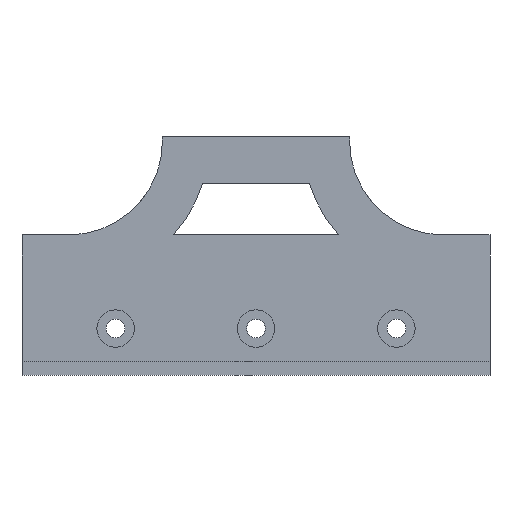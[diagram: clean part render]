
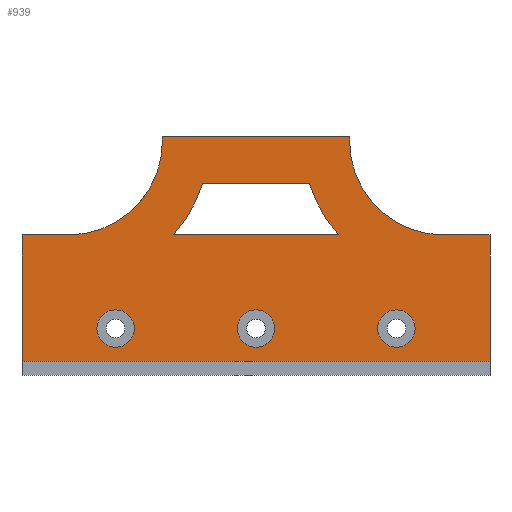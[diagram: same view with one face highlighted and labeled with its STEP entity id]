
A CAD part, left-side view. The second image highlights one B-rep face of the part: STEP entity #939.
In plain terms, the highlighted planar face has unit normal (-1, 0, 0).
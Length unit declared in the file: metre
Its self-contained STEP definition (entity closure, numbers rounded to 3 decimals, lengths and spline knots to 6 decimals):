
#15=LINE('',#1925,#73);
#18=LINE('',#1939,#76);
#24=LINE('',#1964,#82);
#27=LINE('',#1970,#85);
#30=LINE('',#1976,#88);
#32=LINE('',#1984,#90);
#44=LINE('',#2035,#102);
#46=LINE('',#2039,#104);
#47=LINE('',#2042,#105);
#48=LINE('',#2043,#106);
#73=VECTOR('',#1485,1.);
#76=VECTOR('',#1502,1.);
#82=VECTOR('',#1528,1.);
#85=VECTOR('',#1533,1.);
#88=VECTOR('',#1538,1.);
#90=VECTOR('',#1548,1.);
#102=VECTOR('',#1598,1.);
#104=VECTOR('',#1602,1.);
#105=VECTOR('',#1603,1.);
#106=VECTOR('',#1604,1.);
#271=ORIENTED_EDGE('',*,*,#391,.F.);
#272=ORIENTED_EDGE('',*,*,#392,.F.);
#273=ORIENTED_EDGE('',*,*,#393,.F.);
#274=ORIENTED_EDGE('',*,*,#404,.F.);
#275=ORIENTED_EDGE('',*,*,#401,.T.);
#276=ORIENTED_EDGE('',*,*,#397,.T.);
#277=ORIENTED_EDGE('',*,*,#398,.T.);
#278=ORIENTED_EDGE('',*,*,#448,.F.);
#279=ORIENTED_EDGE('',*,*,#449,.F.);
#280=ORIENTED_EDGE('',*,*,#446,.T.);
#281=ORIENTED_EDGE('',*,*,#425,.F.);
#282=ORIENTED_EDGE('',*,*,#422,.F.);
#283=ORIENTED_EDGE('',*,*,#421,.T.);
#284=ORIENTED_EDGE('',*,*,#418,.T.);
#285=ORIENTED_EDGE('',*,*,#415,.T.);
#286=ORIENTED_EDGE('',*,*,#409,.F.);
#287=ORIENTED_EDGE('',*,*,#450,.F.);
#391=EDGE_CURVE('',#497,#497,#579,.T.);
#392=EDGE_CURVE('',#498,#498,#580,.T.);
#393=EDGE_CURVE('',#499,#499,#581,.T.);
#397=EDGE_CURVE('',#500,#503,#15,.T.);
#398=EDGE_CURVE('',#503,#504,#582,.T.);
#401=EDGE_CURVE('',#506,#500,#584,.T.);
#404=EDGE_CURVE('',#506,#504,#18,.T.);
#409=EDGE_CURVE('',#511,#512,#589,.T.);
#415=EDGE_CURVE('',#515,#512,#24,.T.);
#418=EDGE_CURVE('',#517,#515,#27,.T.);
#421=EDGE_CURVE('',#519,#517,#30,.T.);
#422=EDGE_CURVE('',#519,#521,#591,.T.);
#425=EDGE_CURVE('',#521,#523,#32,.T.);
#446=EDGE_CURVE('',#543,#523,#44,.T.);
#448=EDGE_CURVE('',#544,#545,#46,.T.);
#449=EDGE_CURVE('',#543,#544,#47,.T.);
#450=EDGE_CURVE('',#545,#511,#48,.T.);
#497=VERTEX_POINT('',#1910);
#498=VERTEX_POINT('',#1913);
#499=VERTEX_POINT('',#1916);
#500=VERTEX_POINT('',#1919);
#503=VERTEX_POINT('',#1924);
#504=VERTEX_POINT('',#1928);
#506=VERTEX_POINT('',#1934);
#511=VERTEX_POINT('',#1952);
#512=VERTEX_POINT('',#1953);
#515=VERTEX_POINT('',#1961);
#517=VERTEX_POINT('',#1967);
#519=VERTEX_POINT('',#1973);
#521=VERTEX_POINT('',#1979);
#523=VERTEX_POINT('',#1985);
#543=VERTEX_POINT('',#2036);
#544=VERTEX_POINT('',#2040);
#545=VERTEX_POINT('',#2041);
#579=CIRCLE('',#1329,0.004);
#580=CIRCLE('',#1331,0.004);
#581=CIRCLE('',#1333,0.004);
#582=CIRCLE('',#1336,0.03);
#584=CIRCLE('',#1339,0.03);
#589=CIRCLE('',#1349,0.02);
#591=CIRCLE('',#1355,0.02);
#678=EDGE_LOOP('',(#271));
#679=EDGE_LOOP('',(#272));
#680=EDGE_LOOP('',(#273));
#681=EDGE_LOOP('',(#274,#275,#276,#277));
#682=EDGE_LOOP('',(#278,#279,#280,#281,#282,#283,#284,#285,#286,#287));
#784=FACE_BOUND('',#678,.T.);
#785=FACE_BOUND('',#679,.T.);
#786=FACE_BOUND('',#680,.T.);
#787=FACE_BOUND('',#681,.T.);
#788=FACE_BOUND('',#682,.T.);
#831=PLANE('',#1377);
#939=ADVANCED_FACE('',(#784,#785,#786,#787,#788),#831,.T.);
#1329=AXIS2_PLACEMENT_3D('',#1909,#1470,#1471);
#1331=AXIS2_PLACEMENT_3D('',#1912,#1474,#1475);
#1333=AXIS2_PLACEMENT_3D('',#1915,#1478,#1479);
#1336=AXIS2_PLACEMENT_3D('',#1927,#1488,#1489);
#1339=AXIS2_PLACEMENT_3D('',#1933,#1495,#1496);
#1349=AXIS2_PLACEMENT_3D('',#1951,#1518,#1519);
#1355=AXIS2_PLACEMENT_3D('',#1978,#1541,#1542);
#1377=AXIS2_PLACEMENT_3D('',#2038,#1600,#1601);
#1470=DIRECTION('',(-1.,0.,0.));
#1471=DIRECTION('',(0.,0.,-1.));
#1474=DIRECTION('',(-1.,0.,0.));
#1475=DIRECTION('',(0.,0.,-1.));
#1478=DIRECTION('',(-1.,0.,0.));
#1479=DIRECTION('',(0.,0.,-1.));
#1485=DIRECTION('',(0.,-1.,0.));
#1488=DIRECTION('',(-1.,0.,0.));
#1489=DIRECTION('',(0.,0.,-1.));
#1495=DIRECTION('',(-1.,0.,0.));
#1496=DIRECTION('',(0.,0.,-1.));
#1502=DIRECTION('',(0.,-1.,0.));
#1518=DIRECTION('',(-1.,0.,0.));
#1519=DIRECTION('',(0.,0.,-1.));
#1528=DIRECTION('',(0.,0.,-1.));
#1533=DIRECTION('',(0.,1.,0.));
#1538=DIRECTION('',(0.,0.,1.));
#1541=DIRECTION('',(-1.,0.,0.));
#1542=DIRECTION('',(0.,0.,-1.));
#1548=DIRECTION('',(0.,-1.,0.));
#1598=DIRECTION('',(0.,0.,1.));
#1600=DIRECTION('',(-1.,0.,0.));
#1601=DIRECTION('',(0.,1.,0.));
#1602=DIRECTION('',(0.,0.,1.));
#1603=DIRECTION('',(0.,1.,0.));
#1604=DIRECTION('',(0.,-1.,0.));
#1909=CARTESIAN_POINT('',(-0.02,0.03,0.));
#1910=CARTESIAN_POINT('',(-0.02,0.03,-0.004));
#1912=CARTESIAN_POINT('',(-0.02,0.,0.));
#1913=CARTESIAN_POINT('',(-0.02,0.,-0.004));
#1915=CARTESIAN_POINT('',(-0.02,-0.03,0.));
#1916=CARTESIAN_POINT('',(-0.02,-0.03,-0.004));
#1919=CARTESIAN_POINT('',(-0.02,0.011382,0.031));
#1924=CARTESIAN_POINT('',(-0.02,-0.011382,0.031));
#1925=CARTESIAN_POINT('',(-0.02,0.011382,0.031));
#1927=CARTESIAN_POINT('',(-0.02,-0.04,0.04));
#1928=CARTESIAN_POINT('',(-0.02,-0.017639,0.02));
#1933=CARTESIAN_POINT('',(-0.02,0.04,0.04));
#1934=CARTESIAN_POINT('',(-0.02,0.017639,0.02));
#1939=CARTESIAN_POINT('',(-0.02,0.05,0.02));
#1951=CARTESIAN_POINT('',(-0.02,0.04,0.04));
#1952=CARTESIAN_POINT('',(-0.02,0.04,0.02));
#1953=CARTESIAN_POINT('',(-0.02,0.02,0.04));
#1961=CARTESIAN_POINT('',(-0.02,0.02,0.041));
#1964=CARTESIAN_POINT('',(-0.02,0.02,0.041));
#1967=CARTESIAN_POINT('',(-0.02,-0.02,0.041));
#1970=CARTESIAN_POINT('',(-0.02,-0.02,0.041));
#1973=CARTESIAN_POINT('',(-0.02,-0.02,0.04));
#1976=CARTESIAN_POINT('',(-0.02,-0.02,0.04));
#1978=CARTESIAN_POINT('',(-0.02,-0.04,0.04));
#1979=CARTESIAN_POINT('',(-0.02,-0.04,0.02));
#1984=CARTESIAN_POINT('',(-0.02,0.05,0.02));
#1985=CARTESIAN_POINT('',(-0.02,-0.05,0.02));
#2035=CARTESIAN_POINT('',(-0.02,-0.05,-0.01));
#2036=CARTESIAN_POINT('',(-0.02,-0.05,-0.007));
#2038=CARTESIAN_POINT('',(-0.02,0.,0.011027));
#2039=CARTESIAN_POINT('',(-0.02,0.05,-0.01));
#2040=CARTESIAN_POINT('',(-0.02,0.05,-0.007));
#2041=CARTESIAN_POINT('',(-0.02,0.05,0.02));
#2042=CARTESIAN_POINT('',(-0.02,-0.05,-0.007));
#2043=CARTESIAN_POINT('',(-0.02,0.05,0.02));
